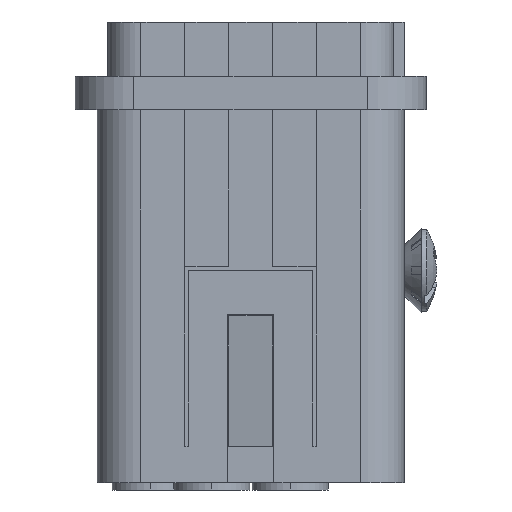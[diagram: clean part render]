
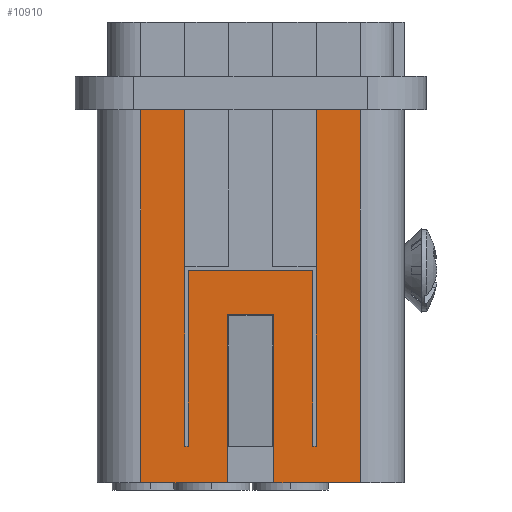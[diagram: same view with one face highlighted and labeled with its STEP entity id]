
A CAD part, left-side view. The second image highlights one B-rep face of the part: STEP entity #10910.
In plain terms, the highlighted planar face has unit normal (-1, 0, 0).
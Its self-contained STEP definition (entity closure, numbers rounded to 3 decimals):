
#9640=CARTESIAN_POINT('',(38.188,39.113,-19.));
#9650=DIRECTION('',(-1.,0.,0.));
#9660=DIRECTION('',(0.,1.,0.));
#9670=AXIS2_PLACEMENT_3D('',#9640,#9650,#9660);
#9680=PLANE('',#9670);
#9690=CARTESIAN_POINT('',(38.188,46.605,-16.5));
#9700=DIRECTION('',(0.,1.,0.));
#9710=VECTOR('',#9700,1.);
#9720=LINE('',#9690,#9710);
#9730=CARTESIAN_POINT('',(38.188,48.265,-16.5));
#9740=VERTEX_POINT('',#9730);
#9750=CARTESIAN_POINT('',(38.188,54.165,-16.5));
#9760=VERTEX_POINT('',#9750);
#9770=EDGE_CURVE('',#9740,#9760,#9720,.T.);
#9780=ORIENTED_EDGE('',*,*,#9770,.T.);
#9790=CARTESIAN_POINT('',(38.188,48.265,-24.));
#9800=DIRECTION('',(0.,0.,-1.));
#9810=VECTOR('',#9800,1.);
#9820=LINE('',#9790,#9810);
#9830=CARTESIAN_POINT('',(38.188,48.265,-28.));
#9840=VERTEX_POINT('',#9830);
#9850=EDGE_CURVE('',#9740,#9840,#9820,.T.);
#9860=ORIENTED_EDGE('',*,*,#9850,.F.);
#9870=CARTESIAN_POINT('',(38.188,56.839,-28.));
#9880=DIRECTION('',(0.,1.,0.));
#9890=VECTOR('',#9880,1.);
#9900=LINE('',#9870,#9890);
#9910=CARTESIAN_POINT('',(38.188,45.065,-28.));
#9920=VERTEX_POINT('',#9910);
#9930=EDGE_CURVE('',#9920,#9840,#9900,.T.);
#9940=ORIENTED_EDGE('',*,*,#9930,.T.);
#9950=CARTESIAN_POINT('',(38.188,45.065,-24.));
#9960=DIRECTION('',(0.,0.,1.));
#9970=VECTOR('',#9960,1.);
#9980=LINE('',#9950,#9970);
#9990=CARTESIAN_POINT('',(38.188,45.065,-16.5));
#10000=VERTEX_POINT('',#9990);
#10010=EDGE_CURVE('',#9920,#10000,#9980,.T.);
#10020=ORIENTED_EDGE('',*,*,#10010,.F.);
#10030=CARTESIAN_POINT('',(38.188,46.605,-16.5));
#10040=DIRECTION('',(0.,-1.,0.));
#10050=VECTOR('',#10040,1.);
#10060=LINE('',#10030,#10050);
#10070=CARTESIAN_POINT('',(38.188,39.165,-16.5));
#10080=VERTEX_POINT('',#10070);
#10090=EDGE_CURVE('',#10000,#10080,#10060,.T.);
#10100=ORIENTED_EDGE('',*,*,#10090,.F.);
#10110=CARTESIAN_POINT('',(38.188,39.165,-24.));
#10120=DIRECTION('',(0.,0.,-1.));
#10130=VECTOR('',#10120,1.);
#10140=LINE('',#10110,#10130);
#10150=CARTESIAN_POINT('',(38.188,39.165,-42.));
#10160=VERTEX_POINT('',#10150);
#10170=EDGE_CURVE('',#10080,#10160,#10140,.T.);
#10180=ORIENTED_EDGE('',*,*,#10170,.F.);
#10190=CARTESIAN_POINT('',(38.188,51.165,-42.));
#10200=DIRECTION('',(0.,-1.,-0.));
#10210=VECTOR('',#10200,1.);
#10220=LINE('',#10190,#10210);
#10230=CARTESIAN_POINT('',(38.188,42.165,-42.));
#10240=VERTEX_POINT('',#10230);
#10250=EDGE_CURVE('',#10240,#10160,#10220,.T.);
#10260=ORIENTED_EDGE('',*,*,#10250,.T.);
#10270=CARTESIAN_POINT('',(38.188,42.165,-24.));
#10280=DIRECTION('',(0.,0.,1.));
#10290=VECTOR('',#10280,1.);
#10300=LINE('',#10270,#10290);
#10310=CARTESIAN_POINT('',(38.188,42.165,-19.));
#10320=VERTEX_POINT('',#10310);
#10330=EDGE_CURVE('',#10240,#10320,#10300,.T.);
#10340=ORIENTED_EDGE('',*,*,#10330,.F.);
#10350=CARTESIAN_POINT('',(38.188,56.839,-19.)
);
#10360=DIRECTION('',(0.,1.,0.));
#10370=VECTOR('',#10360,1.);
#10380=LINE('',#10350,#10370);
#10390=CARTESIAN_POINT('',(38.188,42.415,-19.));
#10400=VERTEX_POINT('',#10390);
#10410=EDGE_CURVE('',#10320,#10400,#10380,.T.);
#10420=ORIENTED_EDGE('',*,*,#10410,.F.);
#10430=CARTESIAN_POINT('',(38.188,42.415,-17.5));
#10440=DIRECTION('',(0.,0.,-1.));
#10450=VECTOR('',#10440,1.);
#10460=LINE('',#10430,#10450);
#10470=CARTESIAN_POINT('',(38.188,42.415,-31.));
#10480=VERTEX_POINT('',#10470);
#10490=EDGE_CURVE('',#10400,#10480,#10460,.T.);
#10500=ORIENTED_EDGE('',*,*,#10490,.F.);
#10510=CARTESIAN_POINT('',(38.188,56.839,-31.));
#10520=DIRECTION('',(0.,-1.,0.));
#10530=VECTOR('',#10520,1.);
#10540=LINE('',#10510,#10530);
#10550=CARTESIAN_POINT('',(38.188,50.915,-31.));
#10560=VERTEX_POINT('',#10550);
#10570=EDGE_CURVE('',#10560,#10480,#10540,.T.);
#10580=ORIENTED_EDGE('',*,*,#10570,.T.);
#10590=CARTESIAN_POINT('',(38.188,50.915,-17.5));
#10600=DIRECTION('',(0.,0.,-1.));
#10610=VECTOR('',#10600,1.);
#10620=LINE('',#10590,#10610);
#10630=CARTESIAN_POINT('',(38.188,50.915,-19.));
#10640=VERTEX_POINT('',#10630);
#10650=EDGE_CURVE('',#10640,#10560,#10620,.T.);
#10660=ORIENTED_EDGE('',*,*,#10650,.T.);
#10670=CARTESIAN_POINT('',(38.188,51.165,-19.));
#10680=VERTEX_POINT('',#10670);
#10690=EDGE_CURVE('',#10640,#10680,#10380,.T.);
#10700=ORIENTED_EDGE('',*,*,#10690,.F.);
#10710=CARTESIAN_POINT('',(38.188,51.165,-24.));
#10720=DIRECTION('',(0.,0.,-1.));
#10730=VECTOR('',#10720,1.);
#10740=LINE('',#10710,#10730);
#10750=CARTESIAN_POINT('',(38.188,51.165,-42.));
#10760=VERTEX_POINT('',#10750);
#10770=EDGE_CURVE('',#10680,#10760,#10740,.T.);
#10780=ORIENTED_EDGE('',*,*,#10770,.F.);
#10790=CARTESIAN_POINT('',(38.188,54.165,-42.));
#10800=VERTEX_POINT('',#10790);
#10810=EDGE_CURVE('',#10800,#10760,#10220,.T.);
#10820=ORIENTED_EDGE('',*,*,#10810,.T.);
#10830=CARTESIAN_POINT('',(38.188,54.165,-42.));
#10840=DIRECTION('',(0.,0.,1.));
#10850=VECTOR('',#10840,1.);
#10860=LINE('',#10830,#10850);
#10870=EDGE_CURVE('',#10800,#9760,#10860,.T.);
#10880=ORIENTED_EDGE('',*,*,#10870,.F.);
#10890=EDGE_LOOP('',(#10880,#10820,#10780,#10700,#10660,#10580,#10500,
#10420,#10340,#10260,#10180,#10100,#10020,#9940,#9860,#9780));
#10900=FACE_OUTER_BOUND('',#10890,.T.);
#10910=ADVANCED_FACE('',(#10900),#9680,.T.);
